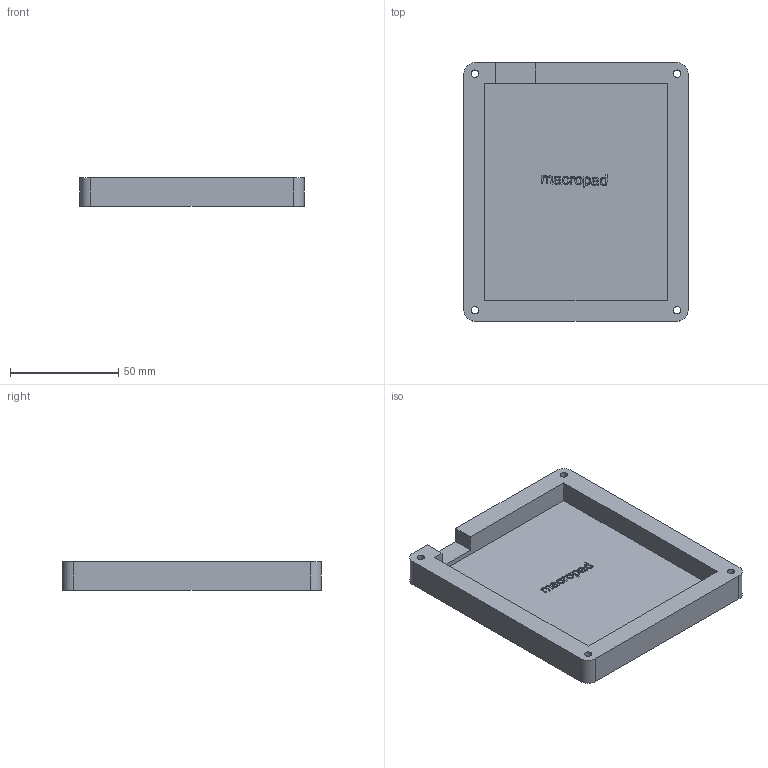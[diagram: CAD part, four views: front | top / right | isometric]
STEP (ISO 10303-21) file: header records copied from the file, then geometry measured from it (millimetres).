
FILE_DESCRIPTION(/* description */ (''),/* implementation_level */ '2;1');
FILE_NAME(/* name */ 'macropad bottom v2.step',/* time_stamp */ '2025-11-23T19:06:47+01:00',/* author */ (''),/* organization */ (''),/* preprocessor_version */ 'ST-DEVELOPER v20.1',/* originating_system */ 'Autodesk Translation Framework v14.17.0.0',/* authorisation */ '');
FILE_SCHEMA (('AUTOMOTIVE_DESIGN { 1 0 10303 214 3 1 1 }'));
Length unit declared in the file: millimetre
Products named in the file (2): 2025-11-23-16-59-38-005; 2025-11-23-17-03-45-281
Assembly tree (1 placements, depth 2):
  2025-11-23-16-59-38-005
    2025-11-23-17-03-45-281
Bounding box: 103.25 x 119.06 x 13 mm (x, y, z)
Volume: 73209 mm3; surface area: 34380.5 mm2
Topology: 1 solids, 1 shells, 239 faces, 660 edges, 440 vertices
Faces by surface type: bspline 159, plane 68, cylinder 12
Full cylindrical faces by diameter (mm): 3.4 x4, 6 x4
Entity records: 9137 total; most frequent: CARTESIAN_POINT 4045, ORIENTED_EDGE 1320, EDGE_CURVE 660, DIRECTION 532, VERTEX_POINT 440, B_SPLINE_CURVE_WITH_KNOTS 318, LINE 318, VECTOR 318
